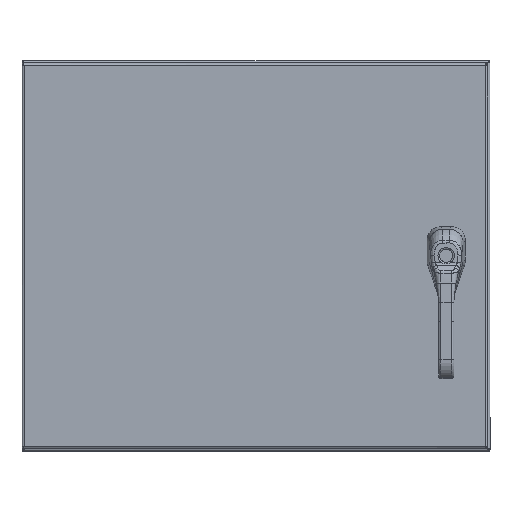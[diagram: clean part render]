
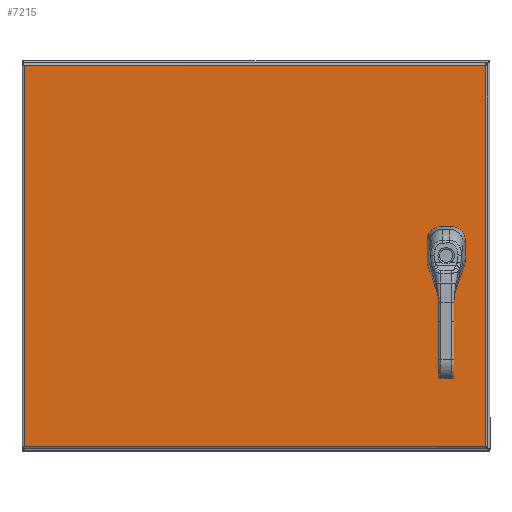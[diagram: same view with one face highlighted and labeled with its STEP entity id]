
A CAD part, top view. The second image highlights one B-rep face of the part: STEP entity #7215.
In plain terms, the highlighted face is planar.
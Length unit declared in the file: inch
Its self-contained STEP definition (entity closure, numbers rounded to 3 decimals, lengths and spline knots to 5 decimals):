
#5445=CARTESIAN_POINT('',(2.33762,10.275,0.0));
#5446=VERTEX_POINT('',#5445);
#5453=CARTESIAN_POINT('',(2.525,10.08762,0.0));
#5454=VERTEX_POINT('',#5453);
#5455=CARTESIAN_POINT('',(2.125,9.875,0.0));
#5456=DIRECTION('',(0.0,0.0,1.0));
#5457=DIRECTION('',(-0.469,-0.883,0.0));
#5458=AXIS2_PLACEMENT_3D('',#5455,#5456,#5457);
#5459=CIRCLE('',#5458,0.453);
#5460=EDGE_CURVE('',#5454,#5446,#5459,.T.);
#5485=CARTESIAN_POINT('',(2.525,9.66238,0.0));
#5486=VERTEX_POINT('',#5485);
#5487=CARTESIAN_POINT('',(2.525,9.66238,0.0));
#5488=DIRECTION('',(0.0,1.0,0.0));
#5489=VECTOR('',#5488,0.42525);
#5490=LINE('',#5487,#5489);
#5491=EDGE_CURVE('',#5486,#5454,#5490,.T.);
#5517=CARTESIAN_POINT('',(2.33762,9.475,0.0));
#5518=VERTEX_POINT('',#5517);
#5519=CARTESIAN_POINT('',(2.125,9.875,0.0));
#5520=DIRECTION('',(0.0,0.0,1.0));
#5521=DIRECTION('',(-0.883,0.469,0.0));
#5522=AXIS2_PLACEMENT_3D('',#5519,#5520,#5521);
#5523=CIRCLE('',#5522,0.453);
#5524=EDGE_CURVE('',#5518,#5486,#5523,.T.);
#5549=CARTESIAN_POINT('',(1.91238,9.475,0.0));
#5550=VERTEX_POINT('',#5549);
#5551=CARTESIAN_POINT('',(1.91238,9.475,0.0));
#5552=DIRECTION('',(1.0,0.0,0.0));
#5553=VECTOR('',#5552,0.42525);
#5554=LINE('',#5551,#5553);
#5555=EDGE_CURVE('',#5550,#5518,#5554,.T.);
#5581=CARTESIAN_POINT('',(1.725,9.66238,0.0));
#5582=VERTEX_POINT('',#5581);
#5583=CARTESIAN_POINT('',(2.125,9.875,0.0));
#5584=DIRECTION('',(0.0,0.0,1.0));
#5585=DIRECTION('',(0.469,0.883,0.0));
#5586=AXIS2_PLACEMENT_3D('',#5583,#5584,#5585);
#5587=CIRCLE('',#5586,0.453);
#5588=EDGE_CURVE('',#5582,#5550,#5587,.T.);
#5613=CARTESIAN_POINT('',(1.725,10.08762,0.0));
#5614=VERTEX_POINT('',#5613);
#5615=CARTESIAN_POINT('',(1.725,10.08762,0.0));
#5616=DIRECTION('',(0.0,-1.0,0.0));
#5617=VECTOR('',#5616,0.42525);
#5618=LINE('',#5615,#5617);
#5619=EDGE_CURVE('',#5614,#5582,#5618,.T.);
#5645=CARTESIAN_POINT('',(1.91238,10.275,0.0));
#5646=VERTEX_POINT('',#5645);
#5647=CARTESIAN_POINT('',(2.125,9.875,0.0));
#5648=DIRECTION('',(0.0,0.0,1.0));
#5649=DIRECTION('',(0.883,-0.469,0.0));
#5650=AXIS2_PLACEMENT_3D('',#5647,#5648,#5649);
#5651=CIRCLE('',#5650,0.453);
#5652=EDGE_CURVE('',#5646,#5614,#5651,.T.);
#5675=CARTESIAN_POINT('',(2.33762,10.275,0.0));
#5676=DIRECTION('',(-1.0,0.0,0.0));
#5677=VECTOR('',#5676,0.42525);
#5678=LINE('',#5675,#5677);
#5679=EDGE_CURVE('',#5446,#5646,#5678,.T.);
#5701=CARTESIAN_POINT('',(1.985,10.75997,0.0));
#5702=VERTEX_POINT('',#5701);
#5703=CARTESIAN_POINT('',(2.125,10.75997,0.0));
#5704=DIRECTION('',(0.0,0.0,1.0));
#5705=DIRECTION('',(1.0,0.0,0.0));
#5706=AXIS2_PLACEMENT_3D('',#5703,#5704,#5705);
#5707=CIRCLE('',#5706,0.14);
#5708=EDGE_CURVE('',#5702,#5702,#5707,.T.);
#5729=CARTESIAN_POINT('',(1.985,8.98897,0.0));
#5730=VERTEX_POINT('',#5729);
#5731=CARTESIAN_POINT('',(2.125,8.98897,0.0));
#5732=DIRECTION('',(0.0,0.0,1.0));
#5733=DIRECTION('',(1.0,0.0,0.0));
#5734=AXIS2_PLACEMENT_3D('',#5731,#5732,#5733);
#5735=CIRCLE('',#5734,0.14);
#5736=EDGE_CURVE('',#5730,#5730,#5735,.T.);
#5757=CARTESIAN_POINT('',(1.985,8.49697,0.0));
#5758=VERTEX_POINT('',#5757);
#5759=CARTESIAN_POINT('',(2.125,8.49697,0.0));
#5760=DIRECTION('',(0.0,0.0,1.0));
#5761=DIRECTION('',(1.0,0.0,0.0));
#5762=AXIS2_PLACEMENT_3D('',#5759,#5760,#5761);
#5763=CIRCLE('',#5762,0.14);
#5764=EDGE_CURVE('',#5758,#5758,#5763,.T.);
#6214=CARTESIAN_POINT('',(23.76975,0.10525,0.));
#6215=VERTEX_POINT('',#6214);
#6226=CARTESIAN_POINT('',(23.76975,19.64475,0.));
#6227=VERTEX_POINT('',#6226);
#6228=CARTESIAN_POINT('',(23.76975,19.64475,0.0));
#6229=DIRECTION('',(0.0,-1.0,0.0));
#6230=VECTOR('',#6229,19.5395);
#6231=LINE('',#6228,#6230);
#6232=EDGE_CURVE('',#6227,#6215,#6231,.T.);
#6384=CARTESIAN_POINT('',(0.10525,0.10525,0.));
#6385=VERTEX_POINT('',#6384);
#6396=CARTESIAN_POINT('',(23.76975,0.10525,0.0));
#6397=DIRECTION('',(-1.0,0.0,0.0));
#6398=VECTOR('',#6397,23.6645);
#6399=LINE('',#6396,#6398);
#6400=EDGE_CURVE('',#6215,#6385,#6399,.T.);
#6661=CARTESIAN_POINT('',(0.10525,19.64475,0.));
#6662=VERTEX_POINT('',#6661);
#6673=CARTESIAN_POINT('',(0.10525,0.10525,0.0));
#6674=DIRECTION('',(0.0,1.0,0.0));
#6675=VECTOR('',#6674,19.5395);
#6676=LINE('',#6673,#6675);
#6677=EDGE_CURVE('',#6385,#6662,#6676,.T.);
#6942=CARTESIAN_POINT('',(0.10525,19.64475,0.0));
#6943=DIRECTION('',(1.0,0.0,0.0));
#6944=VECTOR('',#6943,23.6645);
#6945=LINE('',#6942,#6944);
#6946=EDGE_CURVE('',#6662,#6227,#6945,.T.);
#7185=CARTESIAN_POINT('',(11.9375,9.875,0.0));
#7186=DIRECTION('',(0.0,0.0,1.0));
#7187=DIRECTION('',(1.0,0.0,0.0));
#7188=AXIS2_PLACEMENT_3D('',#7185,#7186,#7187);
#7189=PLANE('',#7188);
#7190=ORIENTED_EDGE('',*,*,#6232,.T.);
#7191=ORIENTED_EDGE('',*,*,#6400,.T.);
#7192=ORIENTED_EDGE('',*,*,#6677,.T.);
#7193=ORIENTED_EDGE('',*,*,#6946,.T.);
#7194=EDGE_LOOP('',(#7190,#7191,#7192,#7193));
#7195=FACE_OUTER_BOUND('',#7194,.T.);
#7196=ORIENTED_EDGE('',*,*,#5460,.T.);
#7197=ORIENTED_EDGE('',*,*,#5679,.T.);
#7198=ORIENTED_EDGE('',*,*,#5652,.T.);
#7199=ORIENTED_EDGE('',*,*,#5619,.T.);
#7200=ORIENTED_EDGE('',*,*,#5588,.T.);
#7201=ORIENTED_EDGE('',*,*,#5555,.T.);
#7202=ORIENTED_EDGE('',*,*,#5524,.T.);
#7203=ORIENTED_EDGE('',*,*,#5491,.T.);
#7204=EDGE_LOOP('',(#7196,#7197,#7198,#7199,#7200,#7201,#7202,#7203));
#7205=FACE_BOUND('',#7204,.T.);
#7206=ORIENTED_EDGE('',*,*,#5708,.T.);
#7207=EDGE_LOOP('',(#7206));
#7208=FACE_BOUND('',#7207,.T.);
#7209=ORIENTED_EDGE('',*,*,#5736,.T.);
#7210=EDGE_LOOP('',(#7209));
#7211=FACE_BOUND('',#7210,.T.);
#7212=ORIENTED_EDGE('',*,*,#5764,.T.);
#7213=EDGE_LOOP('',(#7212));
#7214=FACE_BOUND('',#7213,.T.);
#7215=ADVANCED_FACE('',(#7195,#7205,#7208,#7211,#7214),#7189,.F.);
